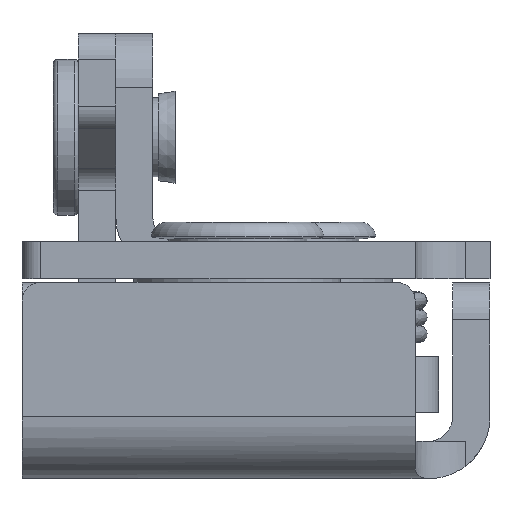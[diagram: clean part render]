
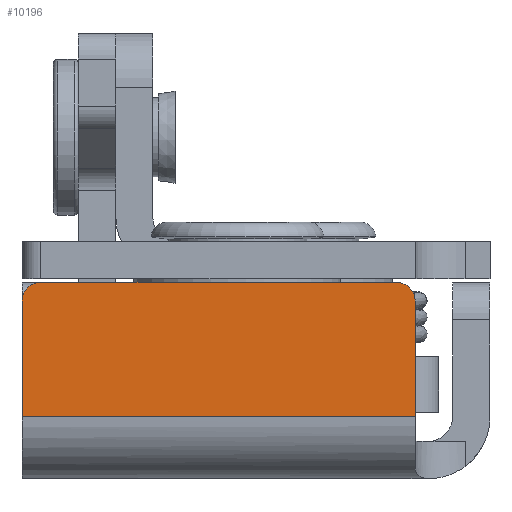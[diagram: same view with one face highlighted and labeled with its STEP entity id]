
A CAD part, left-side view. The second image highlights one B-rep face of the part: STEP entity #10196.
In plain terms, the highlighted planar face has unit normal (-1, 0, 0).
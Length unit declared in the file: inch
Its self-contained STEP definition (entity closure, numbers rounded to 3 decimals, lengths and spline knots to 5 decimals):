
#10099=CARTESIAN_POINT('',(-1.202,-0.3824,0.4722));
#10100=VERTEX_POINT('',#10099);
#10107=CARTESIAN_POINT('',(-1.202,-0.4274,0.4272));
#10108=VERTEX_POINT('',#10107);
#10109=CARTESIAN_POINT('',(-1.202,-0.3824,0.4272));
#10110=DIRECTION('',(-1.0,0.0,0.0));
#10111=DIRECTION('',(0.0,-0.707,0.707));
#10112=AXIS2_PLACEMENT_3D('',#10109,#10110,#10111);
#10113=CIRCLE('',#10112,0.045);
#10114=EDGE_CURVE('',#10108,#10100,#10113,.T.);
#10139=CARTESIAN_POINT('',(-1.202,0.4727,0.4722));
#10140=VERTEX_POINT('',#10139);
#10147=CARTESIAN_POINT('',(-1.202,0.4727,0.4722));
#10148=DIRECTION('',(0.0,-1.0,0.0));
#10149=VECTOR('',#10148,0.8551);
#10150=LINE('',#10147,#10149);
#10151=EDGE_CURVE('',#10140,#10100,#10150,.T.);
#10156=CARTESIAN_POINT('',(-1.202,0.5177,0.0));
#10157=DIRECTION('',(1.0,0.0,0.0));
#10158=DIRECTION('',(0.0,0.0,-1.0));
#10159=AXIS2_PLACEMENT_3D('',#10156,#10157,#10158);
#10160=PLANE('',#10159);
#10161=ORIENTED_EDGE('',*,*,#10114,.T.);
#10162=ORIENTED_EDGE('',*,*,#10151,.F.);
#10163=CARTESIAN_POINT('',(-1.202,0.5177,0.4272));
#10164=VERTEX_POINT('',#10163);
#10165=CARTESIAN_POINT('',(-1.202,0.4727,0.4272));
#10166=DIRECTION('',(-1.0,0.0,0.0));
#10167=DIRECTION('',(0.0,0.707,0.707));
#10168=AXIS2_PLACEMENT_3D('',#10165,#10166,#10167);
#10169=CIRCLE('',#10168,0.045);
#10170=EDGE_CURVE('',#10140,#10164,#10169,.T.);
#10171=ORIENTED_EDGE('',*,*,#10170,.T.);
#10172=CARTESIAN_POINT('',(-1.202,0.5177,0.149));
#10173=VERTEX_POINT('',#10172);
#10174=CARTESIAN_POINT('',(-1.202,0.5177,0.149));
#10175=DIRECTION('',(0.0,0.0,1.0));
#10176=VECTOR('',#10175,0.2782);
#10177=LINE('',#10174,#10176);
#10178=EDGE_CURVE('',#10173,#10164,#10177,.T.);
#10179=ORIENTED_EDGE('',*,*,#10178,.F.);
#10180=CARTESIAN_POINT('',(-1.202,-0.4274,0.149));
#10181=VERTEX_POINT('',#10180);
#10182=CARTESIAN_POINT('',(-1.202,0.5177,0.149));
#10183=DIRECTION('',(0.0,-1.0,0.0));
#10184=VECTOR('',#10183,0.9451);
#10185=LINE('',#10182,#10184);
#10186=EDGE_CURVE('',#10173,#10181,#10185,.T.);
#10187=ORIENTED_EDGE('',*,*,#10186,.T.);
#10188=CARTESIAN_POINT('',(-1.202,-0.4274,0.149));
#10189=DIRECTION('',(0.0,0.0,1.0));
#10190=VECTOR('',#10189,0.2782);
#10191=LINE('',#10188,#10190);
#10192=EDGE_CURVE('',#10181,#10108,#10191,.T.);
#10193=ORIENTED_EDGE('',*,*,#10192,.T.);
#10194=EDGE_LOOP('',(#10161,#10162,#10171,#10179,#10187,#10193));
#10195=FACE_OUTER_BOUND('',#10194,.T.);
#10196=ADVANCED_FACE('',(#10195),#10160,.F.);
